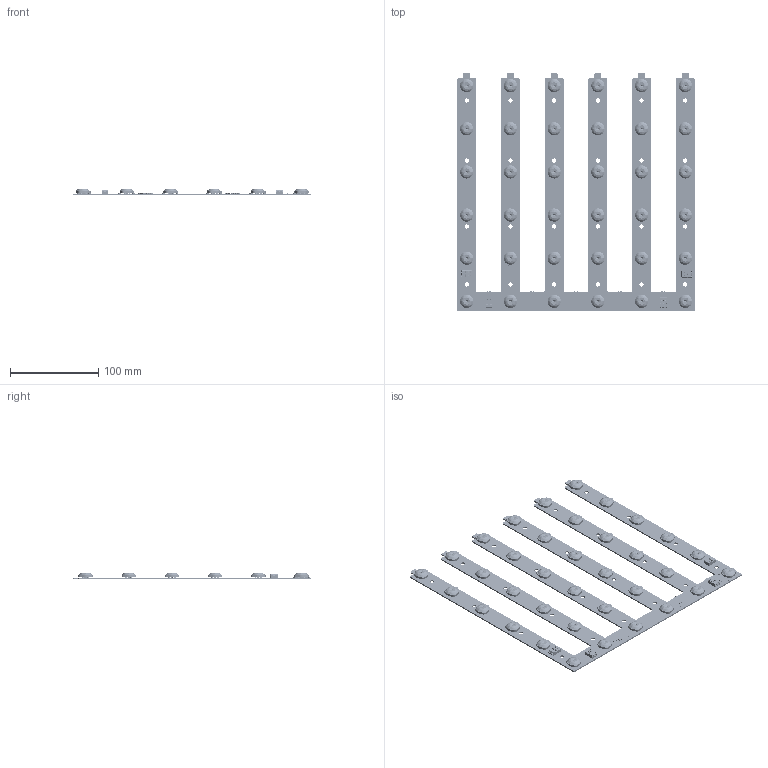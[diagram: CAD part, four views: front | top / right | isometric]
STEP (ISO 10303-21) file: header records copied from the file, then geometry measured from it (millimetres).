
FILE_DESCRIPTION (( 'STEP AP203' ), '1' );
FILE_NAME ('LUXTECH-Fingerboard CC-BW 07.28.2021.STEP', '2021-07-28T15:30:49', ( '' ), ( '' ), 'SwSTEP 2.0', 'SolidWorks 2017', '' );
FILE_SCHEMA (( 'CONFIG_CONTROL_DESIGN' ));
Length unit declared in the file: millimetre
Products named in the file (9): SOD-123F_rotated; LUXTECH-Fingerboard CC-BW 07.28.2021; Seoul Semiconductor LENS 9845A_single; Cree J Series 2835_rotated 2; MOLEX 1041880210; 150-0107 rev 0; Label^400-0905 rev 0; 1206; 100-0905 rev 1
Assembly tree (96 placements, depth 2):
  LUXTECH-Fingerboard CC-BW 07.28.2021
    100-0905 rev 1
    1206  x15
    SOD-123F_rotated
    MOLEX 1041880210  x4
    Cree J Series 2835_rotated 2  x36
    Label^400-0905 rev 0  x2
    Seoul Semiconductor LENS 9845A_single  x36
    150-0107 rev 0
Bounding box: 269.95 x 270 x 7.33 mm (x, y, z)
Volume: 96703.7 mm3; surface area: 168220.5 mm2
Topology: 660 solids, 660 shells, 18762 faces, 52157 edges, 34785 vertices
Faces by surface type: cylinder 9699, plane 8553, bspline 486, cone 24
Entity records: 52992 total; most frequent: CARTESIAN_POINT 13319, ORIENTED_EDGE 7640, DIRECTION 7497, EDGE_CURVE 3820, LINE 2589, VECTOR 2589, VERTEX_POINT 2530, AXIS2_PLACEMENT_3D 2454
